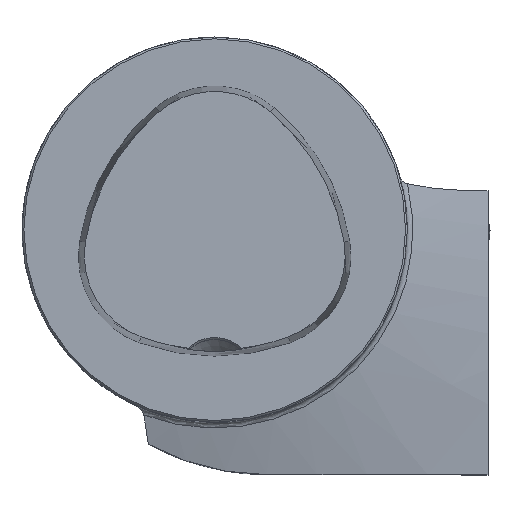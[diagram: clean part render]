
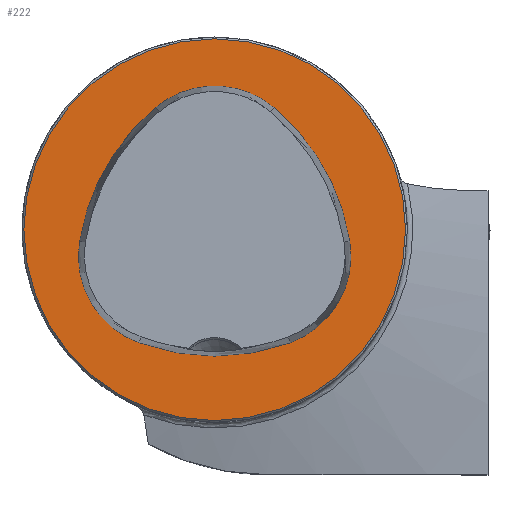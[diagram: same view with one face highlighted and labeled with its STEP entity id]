
A CAD part, top view. The second image highlights one B-rep face of the part: STEP entity #222.
In plain terms, the highlighted planar face has unit normal (0, 0, 1).
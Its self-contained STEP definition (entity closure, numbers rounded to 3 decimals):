
#112=FACE_BOUND('',#507,.T.);
#113=FACE_BOUND('',#508,.T.);
#222=ADVANCED_FACE('CU_E_LO_SU_1',(#112,#113),#329,.T.);
#329=PLANE('',#2349);
#507=EDGE_LOOP('',(#1190,#1191,#1192,#1193,#1194,#1195));
#508=EDGE_LOOP('',(#1196));
#1190=ORIENTED_EDGE('',*,*,#1977,.F.);
#1191=ORIENTED_EDGE('',*,*,#1978,.F.);
#1192=ORIENTED_EDGE('',*,*,#1979,.F.);
#1193=ORIENTED_EDGE('',*,*,#1980,.F.);
#1194=ORIENTED_EDGE('',*,*,#1974,.F.);
#1195=ORIENTED_EDGE('',*,*,#1981,.F.);
#1196=ORIENTED_EDGE('',*,*,#1982,.T.);
#1749=VERTEX_POINT('',#3768);
#1750=VERTEX_POINT('',#3770);
#1752=VERTEX_POINT('',#3776);
#1753=VERTEX_POINT('',#3777);
#1754=VERTEX_POINT('',#3779);
#1755=VERTEX_POINT('',#3781);
#1756=VERTEX_POINT('',#3785);
#1974=EDGE_CURVE('',#1749,#1750,#2171,.T.);
#1977=EDGE_CURVE('',#1752,#1753,#2173,.T.);
#1978=EDGE_CURVE('',#1754,#1752,#2174,.T.);
#1979=EDGE_CURVE('',#1755,#1754,#2175,.T.);
#1980=EDGE_CURVE('',#1750,#1755,#2176,.T.);
#1981=EDGE_CURVE('',#1753,#1749,#2177,.T.);
#1982=EDGE_CURVE('',#1756,#1756,#2178,.T.);
#2171=CIRCLE('',#2340,36.075);
#2173=CIRCLE('',#2343,36.075);
#2174=CIRCLE('',#2344,15.075);
#2175=CIRCLE('',#2345,36.075);
#2176=CIRCLE('',#2346,15.075);
#2177=CIRCLE('',#2347,15.075);
#2178=CIRCLE('',#2348,31.2);
#2340=AXIS2_PLACEMENT_3D('',#3769,#2657,#2658);
#2343=AXIS2_PLACEMENT_3D('',#3775,#2664,#2665);
#2344=AXIS2_PLACEMENT_3D('',#3778,#2666,#2667);
#2345=AXIS2_PLACEMENT_3D('',#3780,#2668,#2669);
#2346=AXIS2_PLACEMENT_3D('',#3782,#2670,#2671);
#2347=AXIS2_PLACEMENT_3D('',#3783,#2672,#2673);
#2348=AXIS2_PLACEMENT_3D('',#3784,#2674,#2675);
#2349=AXIS2_PLACEMENT_3D('',#3786,#2676,#2677);
#2657=DIRECTION('',(0.,0.,1.));
#2658=DIRECTION('',(1.,0.,0.));
#2664=DIRECTION('',(0.,0.,1.));
#2665=DIRECTION('',(1.,0.,0.));
#2666=DIRECTION('',(0.,0.,1.));
#2667=DIRECTION('',(1.,0.,0.));
#2668=DIRECTION('',(0.,0.,1.));
#2669=DIRECTION('',(1.,0.,0.));
#2670=DIRECTION('',(0.,0.,1.));
#2671=DIRECTION('',(1.,0.,0.));
#2672=DIRECTION('',(0.,0.,1.));
#2673=DIRECTION('',(1.,0.,0.));
#2674=DIRECTION('',(0.,0.,1.));
#2675=DIRECTION('',(1.,0.,0.));
#2676=DIRECTION('',(0.,0.,1.));
#2677=DIRECTION('',(1.,0.,0.));
#3768=CARTESIAN_POINT('',(-12.368,-18.489,0.));
#3769=CARTESIAN_POINT('',(0.,15.4,0.));
#3770=CARTESIAN_POINT('',(12.368,-18.489,0.));
#3775=CARTESIAN_POINT('',(13.535,-7.656,0.));
#3776=CARTESIAN_POINT('',(-9.716,19.927,0.));
#3777=CARTESIAN_POINT('',(-22.084,-1.937,0.));
#3778=CARTESIAN_POINT('',(0.,8.4,0.));
#3779=CARTESIAN_POINT('',(9.716,19.927,0.));
#3780=CARTESIAN_POINT('',(-13.535,-7.656,0.));
#3781=CARTESIAN_POINT('',(22.084,-1.937,0.));
#3782=CARTESIAN_POINT('',(7.2,-4.327,0.));
#3783=CARTESIAN_POINT('',(-7.2,-4.327,0.));
#3784=CARTESIAN_POINT('',(0.,0.,0.));
#3785=CARTESIAN_POINT('',(31.2,0.,0.));
#3786=CARTESIAN_POINT('',(0.,0.,0.));
